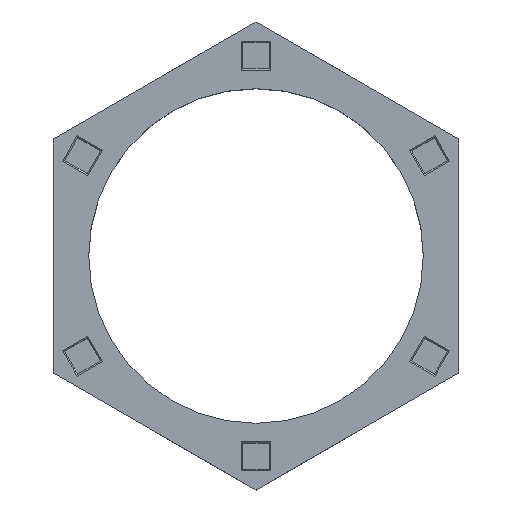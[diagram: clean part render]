
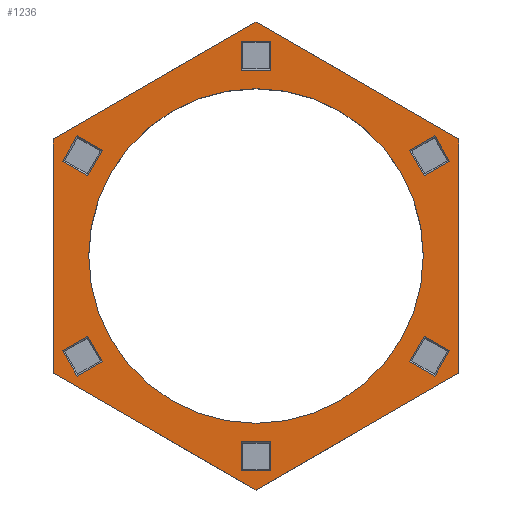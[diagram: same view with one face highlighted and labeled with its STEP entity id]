
A CAD part, top view. The second image highlights one B-rep face of the part: STEP entity #1236.
In plain terms, the highlighted planar face has unit normal (0, 0, 1).
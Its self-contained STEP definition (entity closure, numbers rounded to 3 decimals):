
#16=FACE_BOUND('',#533,.T.);
#17=FACE_BOUND('',#534,.T.);
#18=FACE_BOUND('',#535,.T.);
#19=FACE_BOUND('',#536,.T.);
#20=FACE_BOUND('',#537,.T.);
#21=FACE_BOUND('',#538,.T.);
#22=FACE_BOUND('',#539,.T.);
#37=LINE('',#1775,#184);
#43=LINE('',#1788,#190);
#45=LINE('',#1791,#192);
#47=LINE('',#1794,#194);
#57=LINE('',#1816,#204);
#63=LINE('',#1829,#210);
#65=LINE('',#1832,#212);
#67=LINE('',#1835,#214);
#77=LINE('',#1857,#224);
#83=LINE('',#1870,#230);
#85=LINE('',#1873,#232);
#87=LINE('',#1876,#234);
#97=LINE('',#1898,#244);
#103=LINE('',#1911,#250);
#105=LINE('',#1914,#252);
#107=LINE('',#1917,#254);
#117=LINE('',#1939,#264);
#123=LINE('',#1952,#270);
#125=LINE('',#1955,#272);
#127=LINE('',#1958,#274);
#137=LINE('',#1980,#284);
#143=LINE('',#1993,#290);
#145=LINE('',#1996,#292);
#147=LINE('',#1999,#294);
#160=LINE('',#2026,#307);
#162=LINE('',#2030,#309);
#164=LINE('',#2034,#311);
#166=LINE('',#2038,#313);
#168=LINE('',#2042,#315);
#170=LINE('',#2045,#317);
#184=VECTOR('',#1385,10.);
#190=VECTOR('',#1393,10.);
#192=VECTOR('',#1397,10.);
#194=VECTOR('',#1401,10.);
#204=VECTOR('',#1423,10.);
#210=VECTOR('',#1431,10.);
#212=VECTOR('',#1435,10.);
#214=VECTOR('',#1439,10.);
#224=VECTOR('',#1461,10.);
#230=VECTOR('',#1469,10.);
#232=VECTOR('',#1473,10.);
#234=VECTOR('',#1477,10.);
#244=VECTOR('',#1499,10.);
#250=VECTOR('',#1507,10.);
#252=VECTOR('',#1511,10.);
#254=VECTOR('',#1515,10.);
#264=VECTOR('',#1537,10.);
#270=VECTOR('',#1545,10.);
#272=VECTOR('',#1549,10.);
#274=VECTOR('',#1553,10.);
#284=VECTOR('',#1575,10.);
#290=VECTOR('',#1583,10.);
#292=VECTOR('',#1587,10.);
#294=VECTOR('',#1591,10.);
#307=VECTOR('',#1618,10.);
#309=VECTOR('',#1622,10.);
#311=VECTOR('',#1626,10.);
#313=VECTOR('',#1630,10.);
#315=VECTOR('',#1634,10.);
#317=VECTOR('',#1638,10.);
#387=PLANE('',#1335);
#459=FACE_OUTER_BOUND('',#532,.T.);
#532=EDGE_LOOP('',(#1133,#1134,#1135,#1136,#1137,#1138));
#533=EDGE_LOOP('',(#1139,#1140,#1141,#1142));
#534=EDGE_LOOP('',(#1143,#1144,#1145,#1146));
#535=EDGE_LOOP('',(#1147,#1148,#1149,#1150));
#536=EDGE_LOOP('',(#1151,#1152,#1153,#1154));
#537=EDGE_LOOP('',(#1155,#1156,#1157,#1158));
#538=EDGE_LOOP('',(#1159,#1160,#1161,#1162));
#539=EDGE_LOOP('',(#1163));
#552=CIRCLE('',#1333,30.163);
#581=VERTEX_POINT('',#1773);
#582=VERTEX_POINT('',#1774);
#587=VERTEX_POINT('',#1785);
#588=VERTEX_POINT('',#1787);
#593=VERTEX_POINT('',#1814);
#594=VERTEX_POINT('',#1815);
#599=VERTEX_POINT('',#1826);
#600=VERTEX_POINT('',#1828);
#605=VERTEX_POINT('',#1855);
#606=VERTEX_POINT('',#1856);
#611=VERTEX_POINT('',#1867);
#612=VERTEX_POINT('',#1869);
#617=VERTEX_POINT('',#1896);
#618=VERTEX_POINT('',#1897);
#623=VERTEX_POINT('',#1908);
#624=VERTEX_POINT('',#1910);
#629=VERTEX_POINT('',#1937);
#630=VERTEX_POINT('',#1938);
#635=VERTEX_POINT('',#1949);
#636=VERTEX_POINT('',#1951);
#641=VERTEX_POINT('',#1978);
#642=VERTEX_POINT('',#1979);
#647=VERTEX_POINT('',#1990);
#648=VERTEX_POINT('',#1992);
#654=VERTEX_POINT('',#2023);
#655=VERTEX_POINT('',#2025);
#656=VERTEX_POINT('',#2029);
#657=VERTEX_POINT('',#2033);
#658=VERTEX_POINT('',#2037);
#659=VERTEX_POINT('',#2041);
#662=VERTEX_POINT('',#2053);
#691=EDGE_CURVE('',#581,#582,#37,.T.);
#697=EDGE_CURVE('',#587,#588,#43,.T.);
#699=EDGE_CURVE('',#582,#587,#45,.T.);
#701=EDGE_CURVE('',#588,#581,#47,.T.);
#711=EDGE_CURVE('',#593,#594,#57,.T.);
#717=EDGE_CURVE('',#599,#600,#63,.T.);
#719=EDGE_CURVE('',#594,#599,#65,.T.);
#721=EDGE_CURVE('',#600,#593,#67,.T.);
#731=EDGE_CURVE('',#605,#606,#77,.T.);
#737=EDGE_CURVE('',#611,#612,#83,.T.);
#739=EDGE_CURVE('',#606,#611,#85,.T.);
#741=EDGE_CURVE('',#612,#605,#87,.T.);
#751=EDGE_CURVE('',#617,#618,#97,.T.);
#757=EDGE_CURVE('',#623,#624,#103,.T.);
#759=EDGE_CURVE('',#618,#623,#105,.T.);
#761=EDGE_CURVE('',#624,#617,#107,.T.);
#771=EDGE_CURVE('',#629,#630,#117,.T.);
#777=EDGE_CURVE('',#635,#636,#123,.T.);
#779=EDGE_CURVE('',#630,#635,#125,.T.);
#781=EDGE_CURVE('',#636,#629,#127,.T.);
#791=EDGE_CURVE('',#641,#642,#137,.T.);
#797=EDGE_CURVE('',#647,#648,#143,.T.);
#799=EDGE_CURVE('',#642,#647,#145,.T.);
#801=EDGE_CURVE('',#648,#641,#147,.T.);
#814=EDGE_CURVE('',#655,#654,#160,.T.);
#816=EDGE_CURVE('',#656,#655,#162,.T.);
#818=EDGE_CURVE('',#657,#656,#164,.T.);
#820=EDGE_CURVE('',#658,#657,#166,.T.);
#822=EDGE_CURVE('',#659,#658,#168,.T.);
#824=EDGE_CURVE('',#654,#659,#170,.T.);
#829=EDGE_CURVE('',#662,#662,#552,.T.);
#1133=ORIENTED_EDGE('',*,*,#824,.T.);
#1134=ORIENTED_EDGE('',*,*,#822,.T.);
#1135=ORIENTED_EDGE('',*,*,#820,.T.);
#1136=ORIENTED_EDGE('',*,*,#818,.T.);
#1137=ORIENTED_EDGE('',*,*,#816,.T.);
#1138=ORIENTED_EDGE('',*,*,#814,.T.);
#1139=ORIENTED_EDGE('',*,*,#697,.F.);
#1140=ORIENTED_EDGE('',*,*,#699,.F.);
#1141=ORIENTED_EDGE('',*,*,#691,.F.);
#1142=ORIENTED_EDGE('',*,*,#701,.F.);
#1143=ORIENTED_EDGE('',*,*,#737,.F.);
#1144=ORIENTED_EDGE('',*,*,#739,.F.);
#1145=ORIENTED_EDGE('',*,*,#731,.F.);
#1146=ORIENTED_EDGE('',*,*,#741,.F.);
#1147=ORIENTED_EDGE('',*,*,#777,.F.);
#1148=ORIENTED_EDGE('',*,*,#779,.F.);
#1149=ORIENTED_EDGE('',*,*,#771,.F.);
#1150=ORIENTED_EDGE('',*,*,#781,.F.);
#1151=ORIENTED_EDGE('',*,*,#797,.F.);
#1152=ORIENTED_EDGE('',*,*,#799,.F.);
#1153=ORIENTED_EDGE('',*,*,#791,.F.);
#1154=ORIENTED_EDGE('',*,*,#801,.F.);
#1155=ORIENTED_EDGE('',*,*,#757,.F.);
#1156=ORIENTED_EDGE('',*,*,#759,.F.);
#1157=ORIENTED_EDGE('',*,*,#751,.F.);
#1158=ORIENTED_EDGE('',*,*,#761,.F.);
#1159=ORIENTED_EDGE('',*,*,#717,.F.);
#1160=ORIENTED_EDGE('',*,*,#719,.F.);
#1161=ORIENTED_EDGE('',*,*,#711,.F.);
#1162=ORIENTED_EDGE('',*,*,#721,.F.);
#1163=ORIENTED_EDGE('',*,*,#829,.T.);
#1236=ADVANCED_FACE('',(#459,#16,#17,#18,#19,#20,#21,#22),#387,.T.);
#1333=AXIS2_PLACEMENT_3D('',#2055,#1649,#1650);
#1335=AXIS2_PLACEMENT_3D('',#2057,#1653,#1654);
#1385=DIRECTION('',(-0.5,0.866,0.));
#1393=DIRECTION('',(0.5,-0.866,0.));
#1397=DIRECTION('',(-0.866,-0.5,0.));
#1401=DIRECTION('',(0.866,0.5,0.));
#1423=DIRECTION('',(0.5,0.866,0.));
#1431=DIRECTION('',(-0.5,-0.866,0.));
#1435=DIRECTION('',(-0.866,0.5,0.));
#1439=DIRECTION('',(0.866,-0.5,0.));
#1461=DIRECTION('',(1.,0.,0.));
#1469=DIRECTION('',(-1.,0.,0.));
#1473=DIRECTION('',(0.,1.,0.));
#1477=DIRECTION('',(0.,-1.,0.));
#1499=DIRECTION('',(0.5,-0.866,0.));
#1507=DIRECTION('',(-0.5,0.866,0.));
#1511=DIRECTION('',(0.866,0.5,0.));
#1515=DIRECTION('',(-0.866,-0.5,0.));
#1537=DIRECTION('',(-0.5,-0.866,0.));
#1545=DIRECTION('',(0.5,0.866,0.));
#1549=DIRECTION('',(0.866,-0.5,0.));
#1553=DIRECTION('',(-0.866,0.5,0.));
#1575=DIRECTION('',(-1.,0.,0.));
#1583=DIRECTION('',(1.,0.,0.));
#1587=DIRECTION('',(0.,-1.,0.));
#1591=DIRECTION('',(0.,1.,0.));
#1618=DIRECTION('',(-0.866,0.5,0.));
#1622=DIRECTION('',(0.,1.,0.));
#1626=DIRECTION('',(0.866,0.5,0.));
#1630=DIRECTION('',(0.866,-0.5,0.));
#1634=DIRECTION('',(0.,-1.,0.));
#1638=DIRECTION('',(-0.866,-0.5,0.));
#1649=DIRECTION('center_axis',(0.,0.,-1.));
#1650=DIRECTION('ref_axis',(1.,0.,0.));
#1653=DIRECTION('center_axis',(0.,0.,1.));
#1654=DIRECTION('ref_axis',(1.,0.,0.));
#1773=CARTESIAN_POINT('',(34.871,17.102,0.));
#1774=CARTESIAN_POINT('',(32.246,21.648,0.));
#1775=CARTESIAN_POINT('',(34.152,18.347,0.));
#1785=CARTESIAN_POINT('',(27.699,19.023,0.));
#1787=CARTESIAN_POINT('',(30.324,14.477,0.));
#1788=CARTESIAN_POINT('',(28.418,17.778,0.));
#1791=CARTESIAN_POINT('',(15.358,11.898,0.));
#1794=CARTESIAN_POINT('',(15.927,6.164,0.));
#1814=CARTESIAN_POINT('',(32.246,-21.648,0.));
#1815=CARTESIAN_POINT('',(34.871,-17.102,0.));
#1816=CARTESIAN_POINT('',(32.965,-20.403,0.));
#1826=CARTESIAN_POINT('',(30.324,-14.477,0.));
#1828=CARTESIAN_POINT('',(27.699,-19.023,0.));
#1829=CARTESIAN_POINT('',(29.606,-15.722,0.));
#1832=CARTESIAN_POINT('',(17.983,-7.352,0.));
#1835=CARTESIAN_POINT('',(13.302,-10.711,0.));
#1855=CARTESIAN_POINT('',(-2.625,-38.75,0.));
#1856=CARTESIAN_POINT('',(2.625,-38.75,0.));
#1857=CARTESIAN_POINT('',(-1.188,-38.75,0.));
#1867=CARTESIAN_POINT('',(2.625,-33.5,0.));
#1869=CARTESIAN_POINT('',(-2.625,-33.5,0.));
#1870=CARTESIAN_POINT('',(1.188,-33.5,0.));
#1873=CARTESIAN_POINT('',(2.625,-19.25,0.));
#1876=CARTESIAN_POINT('',(-2.625,-16.875,0.));
#1896=CARTESIAN_POINT('',(-34.871,-17.102,0.));
#1897=CARTESIAN_POINT('',(-32.246,-21.648,0.));
#1898=CARTESIAN_POINT('',(-34.152,-18.347,0.));
#1908=CARTESIAN_POINT('',(-27.699,-19.023,0.));
#1910=CARTESIAN_POINT('',(-30.324,-14.477,0.));
#1911=CARTESIAN_POINT('',(-28.418,-17.778,0.));
#1914=CARTESIAN_POINT('',(-15.358,-11.898,0.));
#1917=CARTESIAN_POINT('',(-15.927,-6.164,0.));
#1937=CARTESIAN_POINT('',(-32.246,21.648,0.));
#1938=CARTESIAN_POINT('',(-34.871,17.102,0.));
#1939=CARTESIAN_POINT('',(-32.965,20.403,0.));
#1949=CARTESIAN_POINT('',(-30.324,14.477,0.));
#1951=CARTESIAN_POINT('',(-27.699,19.023,0.));
#1952=CARTESIAN_POINT('',(-29.606,15.722,0.));
#1955=CARTESIAN_POINT('',(-17.983,7.352,0.));
#1958=CARTESIAN_POINT('',(-13.302,10.711,0.));
#1978=CARTESIAN_POINT('',(2.625,38.75,0.));
#1979=CARTESIAN_POINT('',(-2.625,38.75,0.));
#1980=CARTESIAN_POINT('',(1.188,38.75,0.));
#1990=CARTESIAN_POINT('',(-2.625,33.5,0.));
#1992=CARTESIAN_POINT('',(2.625,33.5,0.));
#1993=CARTESIAN_POINT('',(-1.188,33.5,0.));
#1996=CARTESIAN_POINT('',(-2.625,19.25,0.));
#1999=CARTESIAN_POINT('',(2.625,16.875,0.));
#2023=CARTESIAN_POINT('',(0.,42.181,0.));
#2025=CARTESIAN_POINT('',(36.529,21.09,0.));
#2026=CARTESIAN_POINT('',(36.529,21.09,0.));
#2029=CARTESIAN_POINT('',(36.529,-21.09,0.));
#2030=CARTESIAN_POINT('',(36.529,-21.09,0.));
#2033=CARTESIAN_POINT('',(0.,-42.181,0.));
#2034=CARTESIAN_POINT('',(0.,-42.181,0.));
#2037=CARTESIAN_POINT('',(-36.529,-21.09,0.));
#2038=CARTESIAN_POINT('',(-36.529,-21.09,0.));
#2041=CARTESIAN_POINT('',(-36.529,21.09,0.));
#2042=CARTESIAN_POINT('',(-36.529,21.09,0.));
#2045=CARTESIAN_POINT('',(0.,42.181,0.));
#2053=CARTESIAN_POINT('',(-30.163,0.,0.));
#2055=CARTESIAN_POINT('Origin',(0.,0.,0.));
#2057=CARTESIAN_POINT('Origin',(0.,0.,0.));
